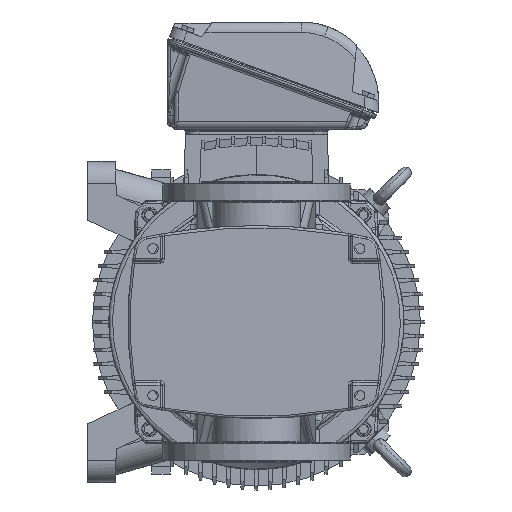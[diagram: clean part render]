
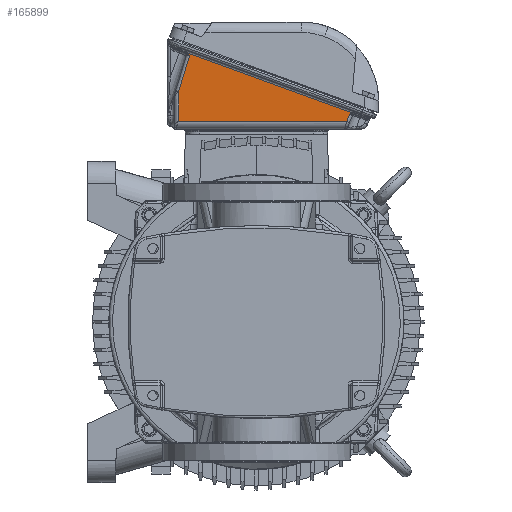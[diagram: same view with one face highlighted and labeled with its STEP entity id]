
A CAD part, front view. The second image highlights one B-rep face of the part: STEP entity #165899.
In plain terms, the highlighted face is planar.
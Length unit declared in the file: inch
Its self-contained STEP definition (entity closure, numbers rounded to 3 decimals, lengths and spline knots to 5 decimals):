
#1416 = VERTEX_POINT ( 'NONE', #172875 ) ;
#1424 = DIRECTION ( 'NONE',  ( 0.956, -0.292, -0.035 ) ) ;
#6416 = CARTESIAN_POINT ( 'NONE',  ( -14.23179, -3.58615, -3.62439 ) ) ;
#8387 = CARTESIAN_POINT ( 'NONE',  ( -14.20624, -3.57893, -3.62514 ) ) ;
#8747 = DIRECTION ( 'NONE',  ( 0.033, -0.012, 0.999 ) ) ;
#15462 = EDGE_CURVE ( 'NONE', #27980, #1416, #32224, .T. ) ;
#18209 = CARTESIAN_POINT ( 'NONE',  ( -12.79918, -3.99471, -3.67628 ) ) ;
#24591 = CARTESIAN_POINT ( 'NONE',  ( -15.19676, -4.15254, -3.59948 ) ) ;
#24646 = EDGE_CURVE ( 'NONE', #35998, #72800, #62432, .T. ) ;
#27980 = VERTEX_POINT ( 'NONE', #32518 ) ;
#32224 = B_SPLINE_CURVE_WITH_KNOTS ( 'NONE', 3,
 ( #37021, #94213, #51819, #156310, #6416, #8387, #128675, #52788 ),
 .UNSPECIFIED., .F., .F.,
 ( 4, 2, 2, 4 ),
 ( 0.00365, 0.00566, 0.00667, 0.00768 ),
 .UNSPECIFIED. ) ;
#32518 = CARTESIAN_POINT ( 'NONE',  ( -14.32816, -3.62873, -3.62173 ) ) ;
#35998 = VERTEX_POINT ( 'NONE', #101139 ) ;
#37021 = CARTESIAN_POINT ( 'NONE',  ( -14.32816, -3.62873, -3.62173 ) ) ;
#42186 = CARTESIAN_POINT ( 'NONE',  ( -12.28292, -4.15254, -3.6951 ) ) ;
#43933 = EDGE_CURVE ( 'NONE', #1416, #102544, #63573, .T. ) ;
#43954 = VECTOR ( 'NONE', #125846, 39.37008 ) ;
#49015 = CARTESIAN_POINT ( 'NONE',  ( -11.07052, 4.97222, -3.6259 ) ) ;
#51819 = CARTESIAN_POINT ( 'NONE',  ( -14.28178, -3.60336, -3.62295 ) ) ;
#52788 = CARTESIAN_POINT ( 'NONE',  ( -14.1805, -3.57239, -3.6259 ) ) ;
#53404 = EDGE_LOOP ( 'NONE', ( #178222, #136448, #145805, #113130, #194398, #133138, #91752 ) ) ;
#59954 = VECTOR ( 'NONE', #171584, 39.37008 ) ;
#62432 = LINE ( 'NONE', #77220, #173486 ) ;
#63573 = LINE ( 'NONE', #18209, #90066 ) ;
#69006 = DIRECTION ( 'NONE',  ( 0.999, 0., -0.033 ) ) ;
#71796 = CARTESIAN_POINT ( 'NONE',  ( -11.10387, 5.00424, -3.62443 ) ) ;
#72800 = VERTEX_POINT ( 'NONE', #49015 ) ;
#77220 = CARTESIAN_POINT ( 'NONE',  ( -11.15552, 5.00831, -3.62268 ) ) ;
#81838 = EDGE_CURVE ( 'NONE', #102544, #167453, #160618, .T. ) ;
#84640 = CARTESIAN_POINT ( 'NONE',  ( -11.08727, 4.98812, -3.62516 ) ) ;
#90066 = VECTOR ( 'NONE', #1424, 39.37008 ) ;
#91752 = ORIENTED_EDGE ( 'NONE', *, *, #117711, .T. ) ;
#94213 = CARTESIAN_POINT ( 'NONE',  ( -14.30576, -3.61427, -3.62229 ) ) ;
#98308 = CARTESIAN_POINT ( 'NONE',  ( -10.69446, -4.15254, -3.74723 ) ) ;
#101139 = CARTESIAN_POINT ( 'NONE',  ( -10.69446, 4.8126, -3.64015 ) ) ;
#102544 = VERTEX_POINT ( 'NONE', #42186 ) ;
#109131 = CARTESIAN_POINT ( 'NONE',  ( -14.50183, -4.10589, -3.62173 ) ) ;
#110105 = LINE ( 'NONE', #109131, #43954 ) ;
#113130 = ORIENTED_EDGE ( 'NONE', *, *, #81838, .T. ) ;
#114253 = PLANE ( 'NONE',  #190354 ) ;
#115156 = CARTESIAN_POINT ( 'NONE',  ( -11.07052, 4.97222, -3.6259 ) ) ;
#116135 = CARTESIAN_POINT ( 'NONE',  ( -11.1474, 5.05797, -3.62236 ) ) ;
#117711 = EDGE_CURVE ( 'NONE', #72800, #140864, #134542, .T. ) ;
#125846 = DIRECTION ( 'NONE',  ( -0.342, -0.94, 0. ) ) ;
#126251 = CARTESIAN_POINT ( 'NONE',  ( -10.69446, 5.81088, -3.62823 ) ) ;
#127085 = FACE_OUTER_BOUND ( 'NONE', #53404, .T. ) ;
#128214 = LINE ( 'NONE', #126251, #59954 ) ;
#128675 = CARTESIAN_POINT ( 'NONE',  ( -14.1933, -3.57561, -3.62552 ) ) ;
#132869 = CARTESIAN_POINT ( 'NONE',  ( -11.13388, 5.03926, -3.62302 ) ) ;
#133138 = ORIENTED_EDGE ( 'NONE', *, *, #24646, .T. ) ;
#134542 = B_SPLINE_CURVE_WITH_KNOTS ( 'NONE', 3,
 ( #115156, #84640, #71796, #146667, #132869, #116135, #176276, #159559 ),
 .UNSPECIFIED., .F., .F.,
 ( 4, 2, 2, 4 ),
 ( -0.00001, 0.00175, 0.00263, 0.00351 ),
 .UNSPECIFIED. ) ;
#136448 = ORIENTED_EDGE ( 'NONE', *, *, #15462, .T. ) ;
#137331 = DIRECTION ( 'NONE',  ( -0.92, 0.39, 0.035 ) ) ;
#140864 = VERTEX_POINT ( 'NONE', #184680 ) ;
#143811 = CARTESIAN_POINT ( 'NONE',  ( -15.19685, -4.39372, -3.60236 ) ) ;
#145684 = EDGE_CURVE ( 'NONE', #140864, #27980, #110105, .T. ) ;
#145805 = ORIENTED_EDGE ( 'NONE', *, *, #43933, .T. ) ;
#146667 = CARTESIAN_POINT ( 'NONE',  ( -11.12664, 5.03029, -3.62337 ) ) ;
#156310 = CARTESIAN_POINT ( 'NONE',  ( -14.24447, -3.59007, -3.62402 ) ) ;
#159559 = CARTESIAN_POINT ( 'NONE',  ( -11.15929, 5.07767, -3.62173 ) ) ;
#160618 = LINE ( 'NONE', #24591, #175396 ) ;
#165899 = ADVANCED_FACE ( 'NONE', ( #127085 ), #114253, .T. ) ;
#167453 = VERTEX_POINT ( 'NONE', #98308 ) ;
#171584 = DIRECTION ( 'NONE',  ( 0., 1., 0.012 ) ) ;
#172875 = CARTESIAN_POINT ( 'NONE',  ( -14.1805, -3.57239, -3.6259 ) ) ;
#173486 = VECTOR ( 'NONE', #137331, 39.37008 ) ;
#175396 = VECTOR ( 'NONE', #69006, 39.37008 ) ;
#176276 = CARTESIAN_POINT ( 'NONE',  ( -11.15367, 5.06768, -3.62204 ) ) ;
#178222 = ORIENTED_EDGE ( 'NONE', *, *, #145684, .T. ) ;
#184680 = CARTESIAN_POINT ( 'NONE',  ( -11.15929, 5.07767, -3.62173 ) ) ;
#187211 = DIRECTION ( 'NONE',  ( -0.342, -0.94, 0. ) ) ;
#190354 = AXIS2_PLACEMENT_3D ( 'NONE', #143811, #8747, #187211 ) ;
#193401 = EDGE_CURVE ( 'NONE', #167453, #35998, #128214, .T. ) ;
#194398 = ORIENTED_EDGE ( 'NONE', *, *, #193401, .T. ) ;
